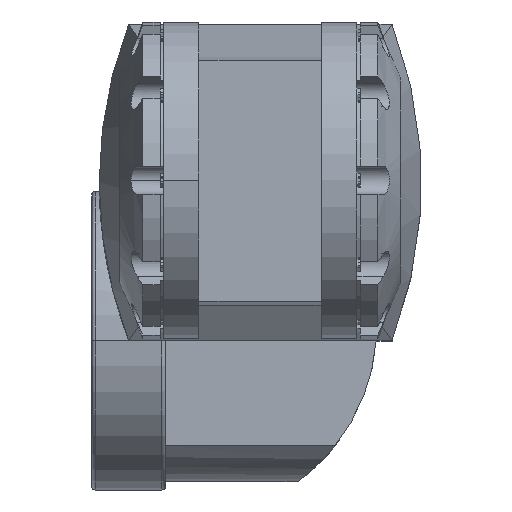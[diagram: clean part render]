
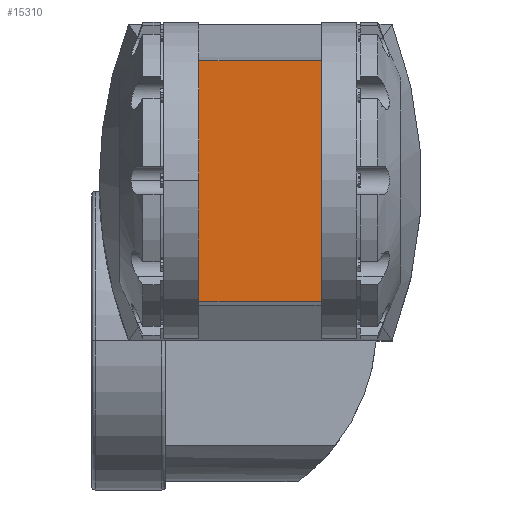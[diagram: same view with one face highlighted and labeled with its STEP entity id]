
A CAD part, top view. The second image highlights one B-rep face of the part: STEP entity #15310.
In plain terms, the highlighted planar face has unit normal (0, 0, 1).
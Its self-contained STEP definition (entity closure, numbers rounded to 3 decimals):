
#434 = VERTEX_POINT ( 'NONE', #16688 ) ;
#1696 = EDGE_LOOP ( 'NONE', ( #11513, #16194, #9553, #12349 ) ) ;
#2147 = CARTESIAN_POINT ( 'NONE',  ( -17.5, -34.258, 36.606 ) ) ;
#2552 = EDGE_CURVE ( 'NONE', #5405, #434, #5370, .T. ) ;
#3035 = VECTOR ( 'NONE', #13312, 1000. ) ;
#3565 = EDGE_CURVE ( 'NONE', #6848, #10182, #14655, .T. ) ;
#3754 = CARTESIAN_POINT ( 'NONE',  ( 17.5, 34.258, 36.606 ) ) ;
#3937 = CARTESIAN_POINT ( 'NONE',  ( 27.5, 34.258, 36.606 ) ) ;
#5057 = VECTOR ( 'NONE', #13546, 1000. ) ;
#5370 = LINE ( 'NONE', #3937, #5057 ) ;
#5405 = VERTEX_POINT ( 'NONE', #3754 ) ;
#5735 = LINE ( 'NONE', #9507, #10556 ) ;
#5829 = CARTESIAN_POINT ( 'NONE',  ( 17.5, -34.258, 36.606 ) ) ;
#6848 = VERTEX_POINT ( 'NONE', #5829 ) ;
#7760 = EDGE_CURVE ( 'NONE', #434, #10182, #5735, .T. ) ;
#8915 = CARTESIAN_POINT ( 'NONE',  ( 27.5, -34.258, 36.606 ) ) ;
#9440 = DIRECTION ( 'NONE',  ( -1., 0., 0. ) ) ;
#9507 = CARTESIAN_POINT ( 'NONE',  ( -17.5, 0., 36.606 ) ) ;
#9553 = ORIENTED_EDGE ( 'NONE', *, *, #7760, .T. ) ;
#9708 = DIRECTION ( 'NONE',  ( 0., 0., -1. ) ) ;
#10182 = VERTEX_POINT ( 'NONE', #2147 ) ;
#10556 = VECTOR ( 'NONE', #14981, 1000. ) ;
#10697 = PLANE ( 'NONE',  #14861 ) ;
#10937 = DIRECTION ( 'NONE',  ( 0., -1., 0. ) ) ;
#11513 = ORIENTED_EDGE ( 'NONE', *, *, #16873, .F. ) ;
#12297 = CARTESIAN_POINT ( 'NONE',  ( 17.5, 0., 36.606 ) ) ;
#12349 = ORIENTED_EDGE ( 'NONE', *, *, #3565, .F. ) ;
#13312 = DIRECTION ( 'NONE',  ( -1., 0., 0. ) ) ;
#13546 = DIRECTION ( 'NONE',  ( -1., 0., 0. ) ) ;
#14655 = LINE ( 'NONE', #8915, #3035 ) ;
#14861 = AXIS2_PLACEMENT_3D ( 'NONE', #15186, #9708, #9440 ) ;
#14981 = DIRECTION ( 'NONE',  ( 0., -1., 0. ) ) ;
#15186 = CARTESIAN_POINT ( 'NONE',  ( 27.5, 0., 36.606 ) ) ;
#15310 = ADVANCED_FACE ( 'NONE', ( #16438 ), #10697, .F. ) ;
#15943 = VECTOR ( 'NONE', #10937, 1000. ) ;
#16194 = ORIENTED_EDGE ( 'NONE', *, *, #2552, .T. ) ;
#16438 = FACE_OUTER_BOUND ( 'NONE', #1696, .T. ) ;
#16688 = CARTESIAN_POINT ( 'NONE',  ( -17.5, 34.258, 36.606 ) ) ;
#16873 = EDGE_CURVE ( 'NONE', #5405, #6848, #17684, .T. ) ;
#17684 = LINE ( 'NONE', #12297, #15943 ) ;
